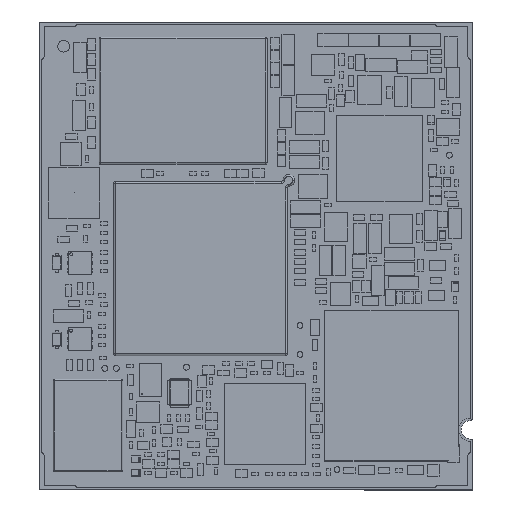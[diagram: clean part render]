
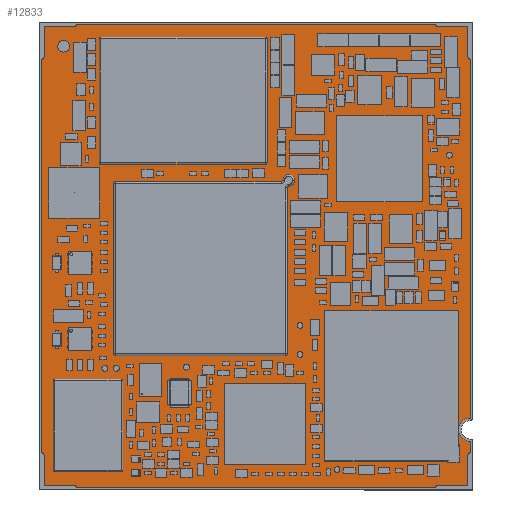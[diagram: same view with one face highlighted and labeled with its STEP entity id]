
A CAD part, top view. The second image highlights one B-rep face of the part: STEP entity #12833.
In plain terms, the highlighted planar face has unit normal (0, 0, 1).
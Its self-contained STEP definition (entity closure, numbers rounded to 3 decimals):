
#12833=ADVANCED_FACE('',(#21644),#21645,.T.);
#21644=FACE_OUTER_BOUND('',#30288,.T.);
#21645=PLANE('',#30289);
#30288=EDGE_LOOP('',(#38823,#38824,#38825,#38826,#38827,#38828,#38829,#38830,#38831,#38832,#38833,#38834,#38835,#38836,#38837,#38838,#38839,#38840,#38841,#38842,#38843,#38844));
#30289=AXIS2_PLACEMENT_3D('',#38845,#38846,#38847);
#38823=ORIENTED_EDGE('',*,*,#43938,.T.);
#38824=ORIENTED_EDGE('',*,*,#43939,.T.);
#38825=ORIENTED_EDGE('',*,*,#43940,.T.);
#38826=ORIENTED_EDGE('',*,*,#43941,.T.);
#38827=ORIENTED_EDGE('',*,*,#43942,.T.);
#38828=ORIENTED_EDGE('',*,*,#43943,.T.);
#38829=ORIENTED_EDGE('',*,*,#43944,.T.);
#38830=ORIENTED_EDGE('',*,*,#43945,.T.);
#38831=ORIENTED_EDGE('',*,*,#43946,.T.);
#38832=ORIENTED_EDGE('',*,*,#43947,.T.);
#38833=ORIENTED_EDGE('',*,*,#43948,.T.);
#38834=ORIENTED_EDGE('',*,*,#43949,.T.);
#38835=ORIENTED_EDGE('',*,*,#43950,.T.);
#38836=ORIENTED_EDGE('',*,*,#43951,.T.);
#38837=ORIENTED_EDGE('',*,*,#43952,.T.);
#38838=ORIENTED_EDGE('',*,*,#43953,.T.);
#38839=ORIENTED_EDGE('',*,*,#43954,.T.);
#38840=ORIENTED_EDGE('',*,*,#43955,.T.);
#38841=ORIENTED_EDGE('',*,*,#43956,.T.);
#38842=ORIENTED_EDGE('',*,*,#43957,.T.);
#38843=ORIENTED_EDGE('',*,*,#43958,.T.);
#38844=ORIENTED_EDGE('',*,*,#43959,.T.);
#38845=CARTESIAN_POINT('',(18.625,19.889,1.531));
#38846=DIRECTION('',(0.,0.,1.0));
#38847=DIRECTION('',(1.0,0.0,0.));
#43938=EDGE_CURVE('',#47672,#47673,#47674,.T.);
#43939=EDGE_CURVE('',#47673,#47675,#47676,.T.);
#43940=EDGE_CURVE('',#47675,#47677,#47678,.T.);
#43941=EDGE_CURVE('',#47677,#47679,#47680,.T.);
#43942=EDGE_CURVE('',#47679,#47681,#47682,.T.);
#43943=EDGE_CURVE('',#47681,#47683,#47684,.T.);
#43944=EDGE_CURVE('',#47683,#47685,#47686,.T.);
#43945=EDGE_CURVE('',#47685,#47687,#47688,.T.);
#43946=EDGE_CURVE('',#47687,#47689,#47690,.T.);
#43947=EDGE_CURVE('',#47689,#47691,#47692,.T.);
#43948=EDGE_CURVE('',#47691,#47693,#47694,.T.);
#43949=EDGE_CURVE('',#47693,#47695,#47696,.T.);
#43950=EDGE_CURVE('',#47695,#47697,#47698,.T.);
#43951=EDGE_CURVE('',#47697,#47699,#47700,.T.);
#43952=EDGE_CURVE('',#47699,#47701,#47702,.T.);
#43953=EDGE_CURVE('',#47701,#47703,#47704,.T.);
#43954=EDGE_CURVE('',#47703,#47705,#47706,.T.);
#43955=EDGE_CURVE('',#47705,#47707,#47708,.T.);
#43956=EDGE_CURVE('',#47707,#47709,#47710,.T.);
#43957=EDGE_CURVE('',#47709,#47711,#47712,.T.);
#43958=EDGE_CURVE('',#47711,#47713,#47714,.T.);
#43959=EDGE_CURVE('',#47713,#47672,#47715,.T.);
#47672=VERTEX_POINT('',#52763);
#47673=VERTEX_POINT('',#52764);
#47674=CIRCLE('',#52765,0.2);
#47675=VERTEX_POINT('',#52766);
#47676=LINE('',#52767,#52768);
#47677=VERTEX_POINT('',#52769);
#47678=LINE('',#52770,#52771);
#47679=VERTEX_POINT('',#52772);
#47680=CIRCLE('',#52773,0.2);
#47681=VERTEX_POINT('',#52774);
#47682=LINE('',#52775,#52776);
#47683=VERTEX_POINT('',#52777);
#47684=CIRCLE('',#52778,0.2);
#47685=VERTEX_POINT('',#52779);
#47686=LINE('',#52780,#52781);
#47687=VERTEX_POINT('',#52782);
#47688=LINE('',#52783,#52784);
#47689=VERTEX_POINT('',#52785);
#47690=CIRCLE('',#52786,0.2);
#47691=VERTEX_POINT('',#52787);
#47692=LINE('',#52788,#52789);
#47693=VERTEX_POINT('',#52790);
#47694=CIRCLE('',#52791,1.0);
#47695=VERTEX_POINT('',#52792);
#47696=LINE('',#52793,#52794);
#47697=VERTEX_POINT('',#52795);
#47698=CIRCLE('',#52796,0.2);
#47699=VERTEX_POINT('',#52797);
#47700=LINE('',#52798,#52799);
#47701=VERTEX_POINT('',#52800);
#47702=LINE('',#52801,#52802);
#47703=VERTEX_POINT('',#52803);
#47704=CIRCLE('',#52804,0.2);
#47705=VERTEX_POINT('',#52805);
#47706=LINE('',#52806,#52807);
#47707=VERTEX_POINT('',#52808);
#47708=CIRCLE('',#52809,0.2);
#47709=VERTEX_POINT('',#52810);
#47710=LINE('',#52811,#52812);
#47711=VERTEX_POINT('',#52813);
#47712=LINE('',#52814,#52815);
#47713=VERTEX_POINT('',#52816);
#47714=CIRCLE('',#52817,0.2);
#47715=LINE('',#52818,#52819);
#52763=CARTESIAN_POINT('',(0.,3.0,1.531));
#52764=CARTESIAN_POINT('',(0.2,2.8,1.531));
#52765=AXIS2_PLACEMENT_3D('',#56567,#56568,#56569);
#52766=CARTESIAN_POINT('',(0.2,0.2,1.531));
#52767=CARTESIAN_POINT('',(0.2,1.5,1.531));
#52768=VECTOR('',#56570,1.0);
#52769=CARTESIAN_POINT('',(2.8,0.2,1.531));
#52770=CARTESIAN_POINT('',(1.5,0.2,1.531));
#52771=VECTOR('',#56571,1.0);
#52772=CARTESIAN_POINT('',(3.0,0.,1.531));
#52773=AXIS2_PLACEMENT_3D('',#56572,#56573,#56574);
#52774=CARTESIAN_POINT('',(34.0,0.,1.531));
#52775=CARTESIAN_POINT('',(18.5,0.,1.531));
#52776=VECTOR('',#56575,1.0);
#52777=CARTESIAN_POINT('',(34.2,0.2,1.531));
#52778=AXIS2_PLACEMENT_3D('',#56576,#56577,#56578);
#52779=CARTESIAN_POINT('',(36.8,0.2,1.531));
#52780=CARTESIAN_POINT('',(35.5,0.2,1.531));
#52781=VECTOR('',#56579,1.0);
#52782=CARTESIAN_POINT('',(36.8,2.8,1.531));
#52783=CARTESIAN_POINT('',(36.8,1.5,1.531));
#52784=VECTOR('',#56580,1.0);
#52785=CARTESIAN_POINT('',(37.0,3.0,1.531));
#52786=AXIS2_PLACEMENT_3D('',#56581,#56582,#56583);
#52787=CARTESIAN_POINT('',(37.0,4.0,1.531));
#52788=CARTESIAN_POINT('',(37.0,3.5,1.531));
#52789=VECTOR('',#56584,1.0);
#52790=CARTESIAN_POINT('',(37.0,6.0,1.531));
#52791=AXIS2_PLACEMENT_3D('',#56585,#56586,#56587);
#52792=CARTESIAN_POINT('',(37.0,37.0,1.531));
#52793=CARTESIAN_POINT('',(37.0,21.5,1.531));
#52794=VECTOR('',#56588,1.0);
#52795=CARTESIAN_POINT('',(36.8,37.2,1.531));
#52796=AXIS2_PLACEMENT_3D('',#56589,#56590,#56591);
#52797=CARTESIAN_POINT('',(36.8,39.8,1.531));
#52798=CARTESIAN_POINT('',(36.8,38.5,1.531));
#52799=VECTOR('',#56592,1.0);
#52800=CARTESIAN_POINT('',(34.2,39.8,1.531));
#52801=CARTESIAN_POINT('',(35.5,39.8,1.531));
#52802=VECTOR('',#56593,1.0);
#52803=CARTESIAN_POINT('',(34.0,40.0,1.531));
#52804=AXIS2_PLACEMENT_3D('',#56594,#56595,#56596);
#52805=CARTESIAN_POINT('',(3.0,40.0,1.531));
#52806=CARTESIAN_POINT('',(18.5,40.0,1.531));
#52807=VECTOR('',#56597,1.0);
#52808=CARTESIAN_POINT('',(2.8,39.8,1.531));
#52809=AXIS2_PLACEMENT_3D('',#56598,#56599,#56600);
#52810=CARTESIAN_POINT('',(0.2,39.8,1.531));
#52811=CARTESIAN_POINT('',(1.5,39.8,1.531));
#52812=VECTOR('',#56601,1.0);
#52813=CARTESIAN_POINT('',(0.2,37.2,1.531));
#52814=CARTESIAN_POINT('',(0.2,38.5,1.531));
#52815=VECTOR('',#56602,1.0);
#52816=CARTESIAN_POINT('',(0.,37.0,1.531));
#52817=AXIS2_PLACEMENT_3D('',#56603,#56604,#56605);
#52818=CARTESIAN_POINT('',(0.,20.0,1.531));
#52819=VECTOR('',#56606,1.0);
#56567=CARTESIAN_POINT('',(0.,2.8,1.531));
#56568=DIRECTION('',(0.0,0.0,-1.0));
#56569=DIRECTION('',(0.0,1.0,0.0));
#56570=DIRECTION('',(0.,-1.0,0.0));
#56571=DIRECTION('',(1.0,0.,0.0));
#56572=CARTESIAN_POINT('',(2.8,0.,1.531));
#56573=DIRECTION('',(0.0,0.0,-1.0));
#56574=DIRECTION('',(0.0,1.0,0.0));
#56575=DIRECTION('',(1.0,0.,0.0));
#56576=CARTESIAN_POINT('',(34.2,0.,1.531));
#56577=DIRECTION('',(0.0,0.0,-1.0));
#56578=DIRECTION('',(-1.0,0.0,0.0));
#56579=DIRECTION('',(1.0,0.,0.0));
#56580=DIRECTION('',(0.0,1.0,0.0));
#56581=CARTESIAN_POINT('',(37.0,2.8,1.531));
#56582=DIRECTION('',(0.0,0.0,-1.0));
#56583=DIRECTION('',(-1.0,0.0,0.0));
#56584=DIRECTION('',(0.0,1.0,0.0));
#56585=CARTESIAN_POINT('',(37.0,5.0,1.531));
#56586=DIRECTION('',(0.0,0.0,-1.0));
#56587=DIRECTION('',(0.0,-1.0,0.0));
#56588=DIRECTION('',(0.0,1.0,0.0));
#56589=CARTESIAN_POINT('',(37.0,37.2,1.531));
#56590=DIRECTION('',(0.0,0.0,-1.0));
#56591=DIRECTION('',(0.0,-1.0,0.0));
#56592=DIRECTION('',(0.0,1.0,0.0));
#56593=DIRECTION('',(-1.0,0.0,0.0));
#56594=CARTESIAN_POINT('',(34.2,40.0,1.531));
#56595=DIRECTION('',(0.0,0.0,-1.0));
#56596=DIRECTION('',(0.0,-1.0,0.0));
#56597=DIRECTION('',(-1.0,0.0,0.0));
#56598=CARTESIAN_POINT('',(2.8,40.0,1.531));
#56599=DIRECTION('',(0.0,0.0,-1.0));
#56600=DIRECTION('',(1.0,0.0,0.0));
#56601=DIRECTION('',(-1.0,0.0,0.0));
#56602=DIRECTION('',(0.,-1.0,0.0));
#56603=CARTESIAN_POINT('',(0.,37.2,1.531));
#56604=DIRECTION('',(0.0,0.0,-1.0));
#56605=DIRECTION('',(1.0,0.0,0.0));
#56606=DIRECTION('',(0.,-1.0,0.0));
